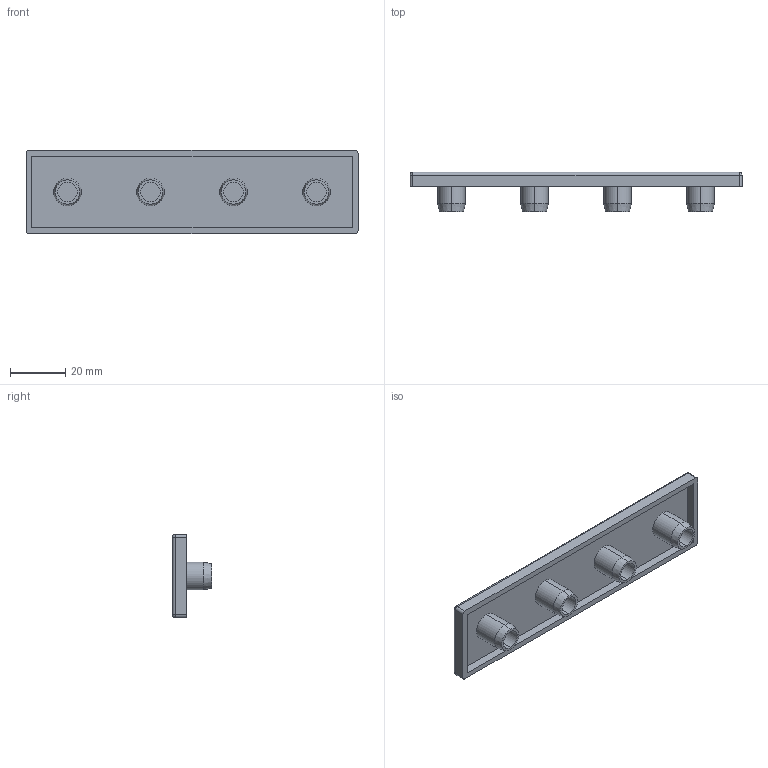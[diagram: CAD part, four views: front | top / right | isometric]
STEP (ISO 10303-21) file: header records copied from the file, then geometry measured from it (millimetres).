
FILE_DESCRIPTION (( 'STEP AP214' ), '1' );
FILE_NAME ('SNSD.30.50.38. Çàãëóøêà òîðöåâàÿ 30 õ 120(E12).STEP', '2014-11-20T07:40:59', ( 'XTreme.ws' ), ( 'XTreme.ws' ), 'SwSTEP 2.0', 'SolidWorks 2014', '' );
FILE_SCHEMA (( 'AUTOMOTIVE_DESIGN' ));
Length unit declared in the file: millimetre
Products named in the file (1): SNSD.30.50.38. Çàãëóøêà òîðöåâàÿ 30 õ 120(E12)
Bounding box: 120 x 14.2 x 30 mm (x, y, z)
Volume: 10815.2 mm3; surface area: 11930.6 mm2
Topology: 1 solids, 1 shells, 55 faces, 116 edges, 68 vertices
Faces by surface type: cylinder 24, plane 19, cone 8, sphere 4
Entity records: 1476 total; most frequent: DIRECTION 280, CARTESIAN_POINT 236, ORIENTED_EDGE 224, AXIS2_PLACEMENT_3D 112, EDGE_CURVE 112, VERTEX_POINT 68, EDGE_LOOP 64, LINE 56
